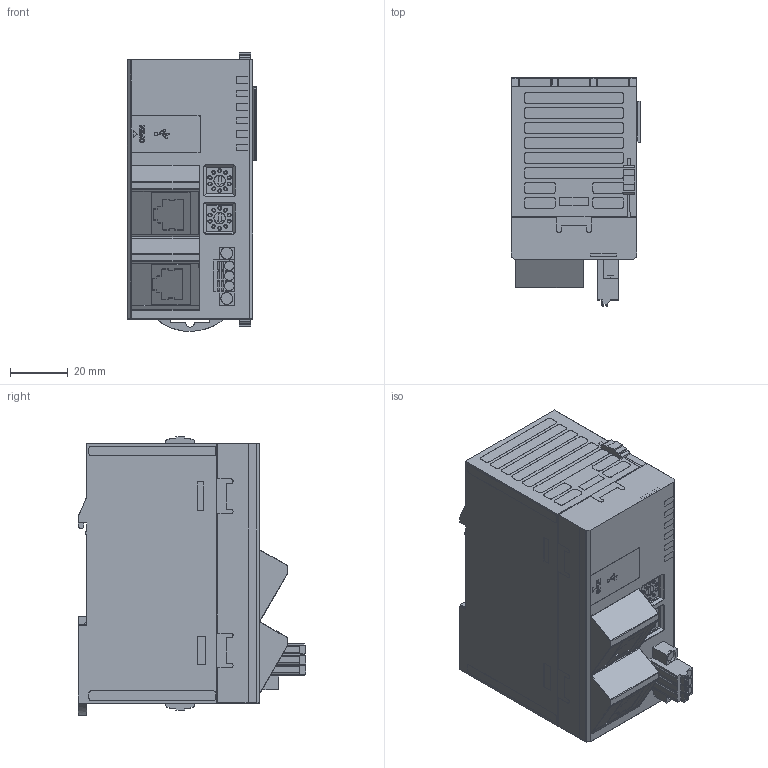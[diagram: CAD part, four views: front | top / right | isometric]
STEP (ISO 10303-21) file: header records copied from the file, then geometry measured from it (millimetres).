
FILE_DESCRIPTION (( 'STEP AP214' ), '1' );
FILE_NAME ('XEL-BSSRT nc surfaces1 33 bad faces ext1CbECB srd1 fxt src coord.STEP', '2023-08-07T15:29:04', ( '' ), ( '' ), 'SwSTEP 2.0', 'SolidWorks 2021', '' );
FILE_SCHEMA (( 'AUTOMOTIVE_DESIGN' ));
Length unit declared in the file: inch
Products named in the file (1): XEL-BSSRT nc surfaces1 33 bad faces ext1CbECB srd1 fxt src coord
Bounding box: 44.85 x 79.1 x 96.8 mm (x, y, z)
Volume: 253382.2 mm3; surface area: 32064 mm2
Topology: 2 solids, 2 shells, 1943 faces, 5544 edges, 3715 vertices
Faces by surface type: plane 1567, cylinder 269, bspline 107
Entity records: 70000 total; most frequent: CARTESIAN_POINT 22043, ORIENTED_EDGE 11084, DIRECTION 8059, EDGE_CURVE 5542, VECTOR 3989, LINE 3989, VERTEX_POINT 3715, EDGE_LOOP 2061
